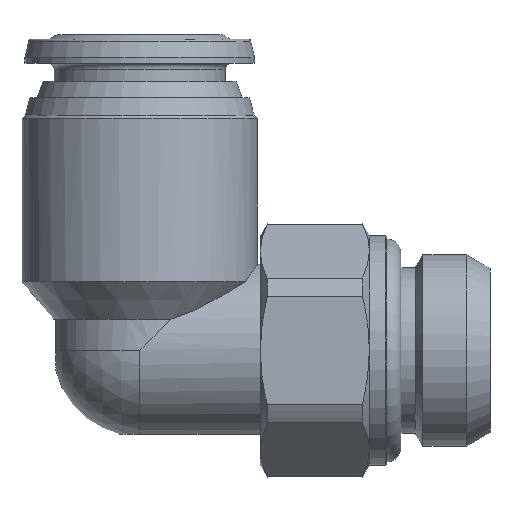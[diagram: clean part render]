
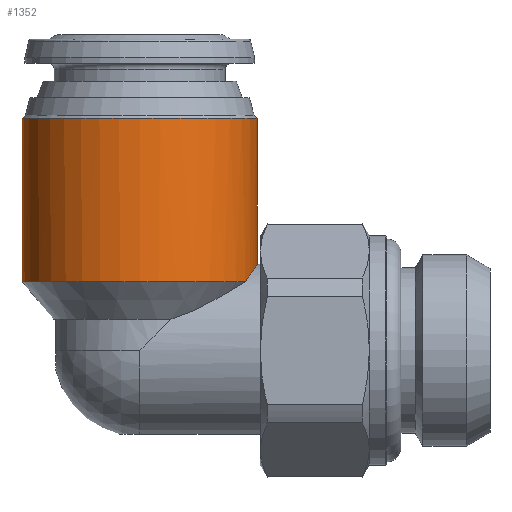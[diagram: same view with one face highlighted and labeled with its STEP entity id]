
A CAD part, left-side view. The second image highlights one B-rep face of the part: STEP entity #1352.
In plain terms, the highlighted cylindrical face has radius 10.25 mm (diameter 20.5 mm), a full revolution.
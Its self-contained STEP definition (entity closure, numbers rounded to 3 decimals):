
#66=B_SPLINE_CURVE_WITH_KNOTS('',3,(#1849,#1850,#1851,#1852,#1853,#1854,
#1855),.UNSPECIFIED.,.F.,.F.,(4,1,1,1,4),(0.,0.002,0.005,
0.007,0.01),.UNSPECIFIED.);
#142=CIRCLE('',#1406,10.25);
#178=CIRCLE('',#1473,10.25);
#337=ORIENTED_EDGE('',*,*,#452,.F.);
#338=ORIENTED_EDGE('',*,*,#445,.T.);
#339=ORIENTED_EDGE('',*,*,#528,.T.);
#445=EDGE_CURVE('',#562,#561,#66,.T.);
#452=EDGE_CURVE('',#562,#561,#142,.T.);
#528=EDGE_CURVE('',#614,#614,#178,.T.);
#561=VERTEX_POINT('',#1848);
#562=VERTEX_POINT('',#1856);
#614=VERTEX_POINT('',#2105);
#682=EDGE_LOOP('',(#337,#338));
#683=EDGE_LOOP('',(#339));
#781=FACE_BOUND('',#682,.T.);
#782=FACE_BOUND('',#683,.T.);
#848=CYLINDRICAL_SURFACE('',#1472,10.25);
#1352=ADVANCED_FACE('',(#781,#782),#848,.T.);
#1406=AXIS2_PLACEMENT_3D('',#1875,#1563,#1564);
#1472=AXIS2_PLACEMENT_3D('',#2103,#1710,#1711);
#1473=AXIS2_PLACEMENT_3D('',#2104,#1712,#1713);
#1563=DIRECTION('',(0.,0.,-1.));
#1564=DIRECTION('',(-1.,0.,0.));
#1710=DIRECTION('',(0.,0.,-1.));
#1711=DIRECTION('',(-1.,0.,0.));
#1712=DIRECTION('',(0.,0.,-1.));
#1713=DIRECTION('',(-1.,0.,0.));
#1848=CARTESIAN_POINT('',(4.5,21.291,6.));
#1849=CARTESIAN_POINT('',(-4.5,21.291,6.));
#1850=CARTESIAN_POINT('',(-3.879,20.987,6.466));
#1851=CARTESIAN_POINT('',(-2.481,20.46,7.216));
#1852=CARTESIAN_POINT('',(-0.008,20.146,7.641));
#1853=CARTESIAN_POINT('',(2.474,20.457,7.22));
#1854=CARTESIAN_POINT('',(3.878,20.987,6.466));
#1855=CARTESIAN_POINT('',(4.5,21.291,6.));
#1856=CARTESIAN_POINT('',(-4.5,21.291,6.));
#1875=CARTESIAN_POINT('',(0.,30.5,6.));
#2103=CARTESIAN_POINT('',(0.,30.5,0.));
#2104=CARTESIAN_POINT('',(0.,30.5,20.202));
#2105=CARTESIAN_POINT('',(-10.25,30.5,20.202));
